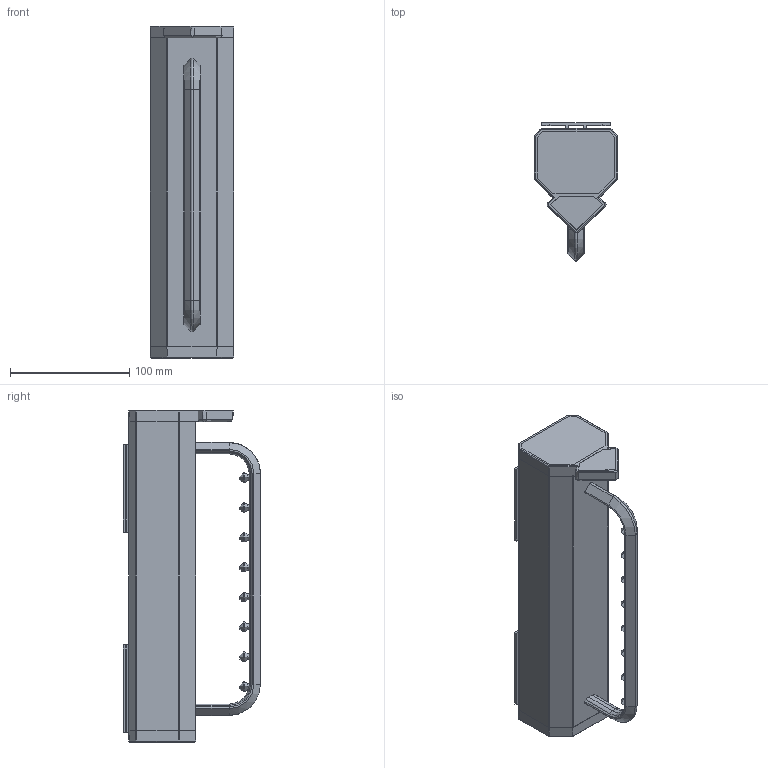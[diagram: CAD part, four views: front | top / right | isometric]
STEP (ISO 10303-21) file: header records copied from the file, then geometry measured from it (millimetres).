
FILE_DESCRIPTION(/* description */ (''),/* implementation_level */ '2;1');
FILE_NAME(/* name */ 'HLJ006(280)',/* time_stamp */ '2023-09-06T19:03:20+08:00',/* author */ (''),/* organization */ (''),/* preprocessor_version */ 'ST-DEVELOPER v9',/* originating_system */ 'UGS - NX 4.0',/* authorisation */ '');
FILE_SCHEMA (('CONFIG_CONTROL_DESIGN'));
Length unit declared in the file: millimetre
Products named in the file (1): AdmiC88C52ex
Bounding box: 70.3 x 115.25 x 278 mm (x, y, z)
Volume: 215644.7 mm3; surface area: 298612.3 mm2
Topology: 16 solids, 16 shells, 723 faces, 1951 edges, 1263 vertices
Faces by surface type: plane 461, cylinder 170, cone 53, bspline 29, torus 10
Full cylindrical faces by diameter (mm): 3 x5, 4.2 x37, 4.3 x8, 4.996 x8, 7.996 x8, 9.2 x3
Entity records: 29301 total; most frequent: CARTESIAN_POINT 11854, ORIENTED_EDGE 3584, DIRECTION 3532, EDGE_CURVE 1792, LINE 1270, VECTOR 1270, VERTEX_POINT 1196, AXIS2_PLACEMENT_3D 1131
